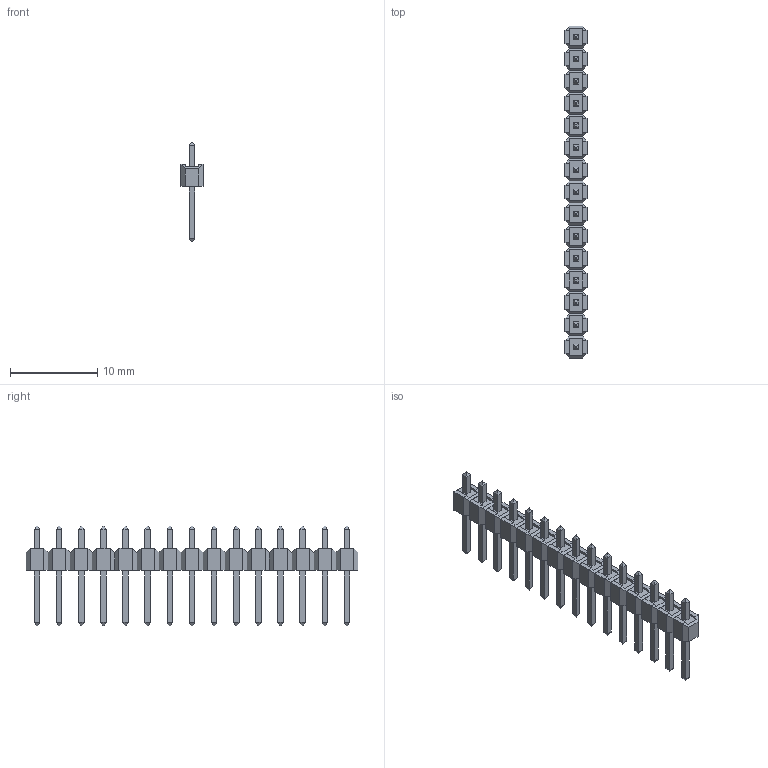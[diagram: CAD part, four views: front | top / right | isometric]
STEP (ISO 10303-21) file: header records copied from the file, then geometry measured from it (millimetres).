
FILE_DESCRIPTION(/* description */ (''),/* implementation_level */ '2;1');
FILE_NAME(/* name */ 'Pin Header 15 x 1 TH 2.54mm Pitch.stp',/* time_stamp */ '2016-11-27T15:58:45-05:00',/* author */ (''),/* organization */ (''),/* preprocessor_version */ 'ST-DEVELOPER v16',/* originating_system */ 'SIEMENS PLM Software NX 10.0',/* authorisation */ '');
FILE_SCHEMA (('AUTOMOTIVE_DESIGN { 1 0 10303 214 3 1 1 1 }'));
Length unit declared in the file: inch
Products named in the file (1): Pin Header 15 x 1 TH 2.54mm Pitch
Bounding box: 2.54 x 38.1 x 11.43 mm (x, y, z)
Volume: 261.2 mm3; surface area: 1010.1 mm2
Topology: 30 solids, 30 shells, 510 faces, 1170 edges, 720 vertices
Faces by surface type: plane 510
Entity records: 17609 total; most frequent: CARTESIAN_POINT 2401, ORIENTED_EDGE 2340, DIRECTION 2192, EDGE_CURVE 1170, LINE 1170, VECTOR 1170, VERTEX_POINT 720, EDGE_LOOP 540
